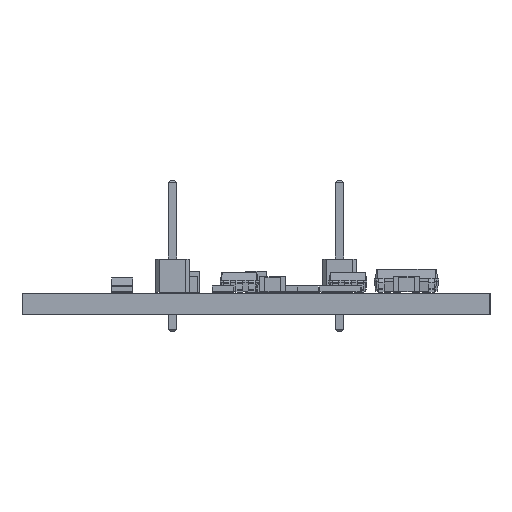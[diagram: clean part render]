
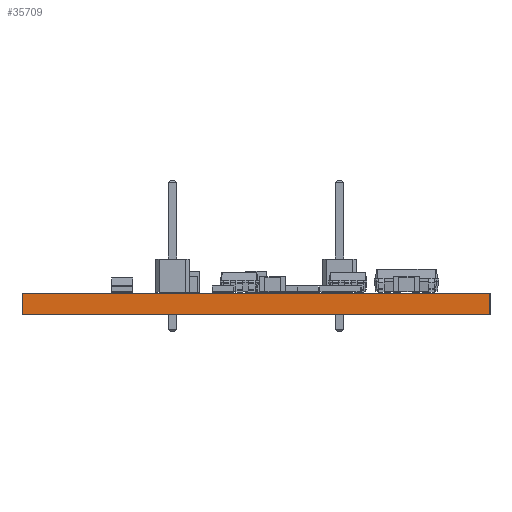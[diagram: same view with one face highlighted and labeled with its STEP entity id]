
A CAD part, left-side view. The second image highlights one B-rep face of the part: STEP entity #35709.
In plain terms, the highlighted planar face has unit normal (-1, 0, 0).
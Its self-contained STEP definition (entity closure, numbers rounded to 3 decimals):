
#31384 = PLANE('',#31385);
#31385 = AXIS2_PLACEMENT_3D('',#31386,#31387,#31388);
#31386 = CARTESIAN_POINT('',(17.78,-161.29,0.));
#31387 = DIRECTION('',(0.,1.,0.));
#31388 = DIRECTION('',(1.,0.,0.));
#31412 = PLANE('',#31413);
#31413 = AXIS2_PLACEMENT_3D('',#31414,#31415,#31416);
#31414 = CARTESIAN_POINT('',(52.705,-179.07,1.6));
#31415 = DIRECTION('',(0.,0.,-1.));
#31416 = DIRECTION('',(-1.,0.,0.));
#31440 = PLANE('',#31441);
#31441 = AXIS2_PLACEMENT_3D('',#31442,#31443,#31444);
#31442 = CARTESIAN_POINT('',(87.63,-196.85,0.));
#31443 = DIRECTION('',(0.,-1.,0.));
#31444 = DIRECTION('',(-1.,0.,0.));
#31466 = PLANE('',#31467);
#31467 = AXIS2_PLACEMENT_3D('',#31468,#31469,#31470);
#31468 = CARTESIAN_POINT('',(52.705,-179.07,0.));
#31469 = DIRECTION('',(0.,0.,-1.));
#31470 = DIRECTION('',(-1.,0.,0.));
#31481 = EDGE_CURVE('',#31482,#31484,#31486,.T.);
#31482 = VERTEX_POINT('',#31483);
#31483 = CARTESIAN_POINT('',(17.78,-161.29,0.));
#31484 = VERTEX_POINT('',#31485);
#31485 = CARTESIAN_POINT('',(17.78,-161.29,1.6));
#31486 = SURFACE_CURVE('',#31487,(#31491,#31498),.PCURVE_S1.);
#31487 = LINE('',#31488,#31489);
#31488 = CARTESIAN_POINT('',(17.78,-161.29,0.));
#31489 = VECTOR('',#31490,1.);
#31490 = DIRECTION('',(0.,0.,1.));
#31491 = PCURVE('',#31384,#31492);
#31492 = DEFINITIONAL_REPRESENTATION('',(#31493),#31497);
#31493 = LINE('',#31494,#31495);
#31494 = CARTESIAN_POINT('',(0.,0.));
#31495 = VECTOR('',#31496,1.);
#31496 = DIRECTION('',(0.,-1.));
#31497 = ( GEOMETRIC_REPRESENTATION_CONTEXT(2) 
PARAMETRIC_REPRESENTATION_CONTEXT() REPRESENTATION_CONTEXT('2D SPACE',''
  ) );
#31498 = PCURVE('',#31499,#31504);
#31499 = PLANE('',#31500);
#31500 = AXIS2_PLACEMENT_3D('',#31501,#31502,#31503);
#31501 = CARTESIAN_POINT('',(17.78,-196.85,0.));
#31502 = DIRECTION('',(-1.,0.,0.));
#31503 = DIRECTION('',(0.,1.,0.));
#31504 = DEFINITIONAL_REPRESENTATION('',(#31505),#31509);
#31505 = LINE('',#31506,#31507);
#31506 = CARTESIAN_POINT('',(35.56,0.));
#31507 = VECTOR('',#31508,1.);
#31508 = DIRECTION('',(0.,-1.));
#31509 = ( GEOMETRIC_REPRESENTATION_CONTEXT(2) 
PARAMETRIC_REPRESENTATION_CONTEXT() REPRESENTATION_CONTEXT('2D SPACE',''
  ) );
#31559 = VERTEX_POINT('',#31560);
#31560 = CARTESIAN_POINT('',(17.78,-196.85,1.6));
#31581 = EDGE_CURVE('',#31582,#31559,#31584,.T.);
#31582 = VERTEX_POINT('',#31583);
#31583 = CARTESIAN_POINT('',(17.78,-196.85,0.));
#31584 = SURFACE_CURVE('',#31585,(#31589,#31596),.PCURVE_S1.);
#31585 = LINE('',#31586,#31587);
#31586 = CARTESIAN_POINT('',(17.78,-196.85,0.));
#31587 = VECTOR('',#31588,1.);
#31588 = DIRECTION('',(0.,0.,1.));
#31589 = PCURVE('',#31440,#31590);
#31590 = DEFINITIONAL_REPRESENTATION('',(#31591),#31595);
#31591 = LINE('',#31592,#31593);
#31592 = CARTESIAN_POINT('',(69.85,0.));
#31593 = VECTOR('',#31594,1.);
#31594 = DIRECTION('',(0.,-1.));
#31595 = ( GEOMETRIC_REPRESENTATION_CONTEXT(2) 
PARAMETRIC_REPRESENTATION_CONTEXT() REPRESENTATION_CONTEXT('2D SPACE',''
  ) );
#31596 = PCURVE('',#31499,#31597);
#31597 = DEFINITIONAL_REPRESENTATION('',(#31598),#31602);
#31598 = LINE('',#31599,#31600);
#31599 = CARTESIAN_POINT('',(0.,0.));
#31600 = VECTOR('',#31601,1.);
#31601 = DIRECTION('',(0.,-1.));
#31602 = ( GEOMETRIC_REPRESENTATION_CONTEXT(2) 
PARAMETRIC_REPRESENTATION_CONTEXT() REPRESENTATION_CONTEXT('2D SPACE',''
  ) );
#31630 = EDGE_CURVE('',#31582,#31482,#31631,.T.);
#31631 = SURFACE_CURVE('',#31632,(#31636,#31643),.PCURVE_S1.);
#31632 = LINE('',#31633,#31634);
#31633 = CARTESIAN_POINT('',(17.78,-196.85,0.));
#31634 = VECTOR('',#31635,1.);
#31635 = DIRECTION('',(0.,1.,0.));
#31636 = PCURVE('',#31466,#31637);
#31637 = DEFINITIONAL_REPRESENTATION('',(#31638),#31642);
#31638 = LINE('',#31639,#31640);
#31639 = CARTESIAN_POINT('',(34.925,-17.78));
#31640 = VECTOR('',#31641,1.);
#31641 = DIRECTION('',(0.,1.));
#31642 = ( GEOMETRIC_REPRESENTATION_CONTEXT(2) 
PARAMETRIC_REPRESENTATION_CONTEXT() REPRESENTATION_CONTEXT('2D SPACE',''
  ) );
#31643 = PCURVE('',#31499,#31644);
#31644 = DEFINITIONAL_REPRESENTATION('',(#31645),#31649);
#31645 = LINE('',#31646,#31647);
#31646 = CARTESIAN_POINT('',(0.,0.));
#31647 = VECTOR('',#31648,1.);
#31648 = DIRECTION('',(1.,0.));
#31649 = ( GEOMETRIC_REPRESENTATION_CONTEXT(2) 
PARAMETRIC_REPRESENTATION_CONTEXT() REPRESENTATION_CONTEXT('2D SPACE',''
  ) );
#33830 = EDGE_CURVE('',#31559,#31484,#33831,.T.);
#33831 = SURFACE_CURVE('',#33832,(#33836,#33843),.PCURVE_S1.);
#33832 = LINE('',#33833,#33834);
#33833 = CARTESIAN_POINT('',(17.78,-196.85,1.6));
#33834 = VECTOR('',#33835,1.);
#33835 = DIRECTION('',(0.,1.,0.));
#33836 = PCURVE('',#31412,#33837);
#33837 = DEFINITIONAL_REPRESENTATION('',(#33838),#33842);
#33838 = LINE('',#33839,#33840);
#33839 = CARTESIAN_POINT('',(34.925,-17.78));
#33840 = VECTOR('',#33841,1.);
#33841 = DIRECTION('',(0.,1.));
#33842 = ( GEOMETRIC_REPRESENTATION_CONTEXT(2) 
PARAMETRIC_REPRESENTATION_CONTEXT() REPRESENTATION_CONTEXT('2D SPACE',''
  ) );
#33843 = PCURVE('',#31499,#33844);
#33844 = DEFINITIONAL_REPRESENTATION('',(#33845),#33849);
#33845 = LINE('',#33846,#33847);
#33846 = CARTESIAN_POINT('',(0.,-1.6));
#33847 = VECTOR('',#33848,1.);
#33848 = DIRECTION('',(1.,0.));
#33849 = ( GEOMETRIC_REPRESENTATION_CONTEXT(2) 
PARAMETRIC_REPRESENTATION_CONTEXT() REPRESENTATION_CONTEXT('2D SPACE',''
  ) );
#35709 = ADVANCED_FACE('',(#35710),#31499,.T.);
#35710 = FACE_BOUND('',#35711,.T.);
#35711 = EDGE_LOOP('',(#35712,#35713,#35714,#35715));
#35712 = ORIENTED_EDGE('',*,*,#31581,.T.);
#35713 = ORIENTED_EDGE('',*,*,#33830,.T.);
#35714 = ORIENTED_EDGE('',*,*,#31481,.F.);
#35715 = ORIENTED_EDGE('',*,*,#31630,.F.);
